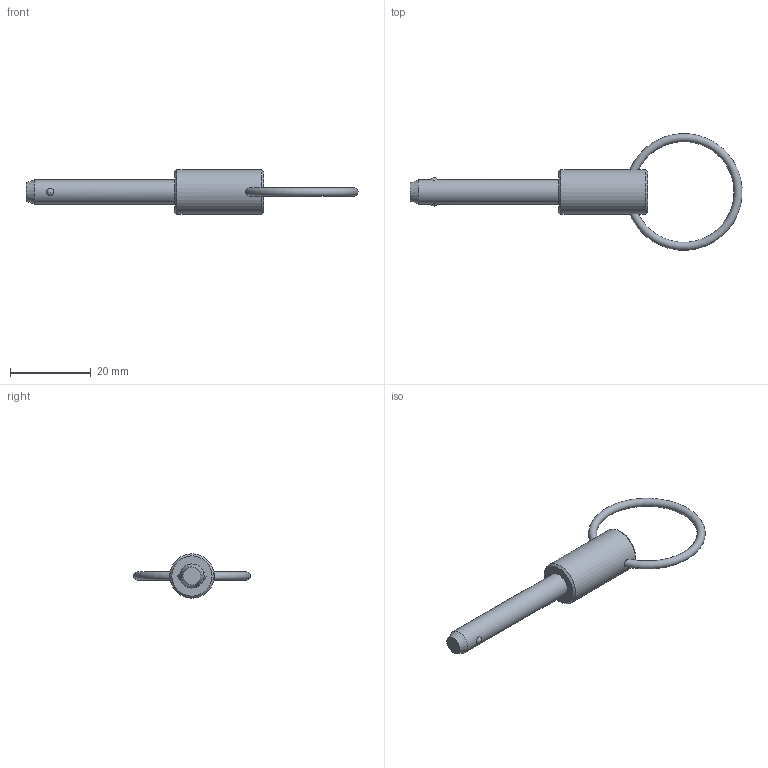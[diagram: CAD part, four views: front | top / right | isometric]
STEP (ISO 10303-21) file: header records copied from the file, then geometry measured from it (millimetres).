
FILE_DESCRIPTION(/* description */ ('STEP AP214'),/* implementation_level */ '2;1');
FILE_NAME(/* name */ 'BLPS6-30',/* time_stamp */ '2025-02-12T08:24:25+01:00',/* author */ ('License CC BY-ND 4.0'),/* organization */ ('CADENAS'),/* preprocessor_version */ 'ST-DEVELOPER v19.3',/* originating_system */ 'PARTsolutions',/* authorisation */ ' ');
FILE_SCHEMA (('AUTOMOTIVE_DESIGN {1 0 10303 214 3 1 1}'));
Length unit declared in the file: millimetre
Products named in the file (1): BLPS6-30
Bounding box: 82.47 x 28.93 x 11 mm (x, y, z)
Volume: 3347.7 mm3; surface area: 2069.3 mm2
Topology: 1 solids, 1 shells, 11 faces, 22 edges, 14 vertices
Faces by surface type: plane 3, cone 3, cylinder 2, sphere 2, torus 1
Full cylindrical faces by diameter (mm): 6 x1, 11 x1
Entity records: 288 total; most frequent: CARTESIAN_POINT 76, DIRECTION 38, ORIENTED_EDGE 22, EDGE_LOOP 22, FACE_BOUND 22, AXIS2_PLACEMENT_3D 19, EDGE_CURVE 11, VERTEX_POINT 11
